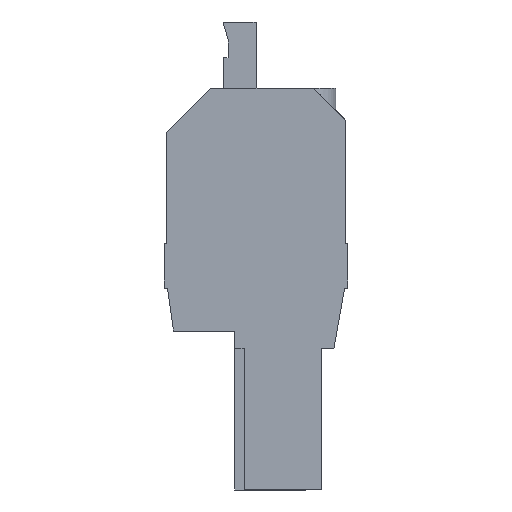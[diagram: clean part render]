
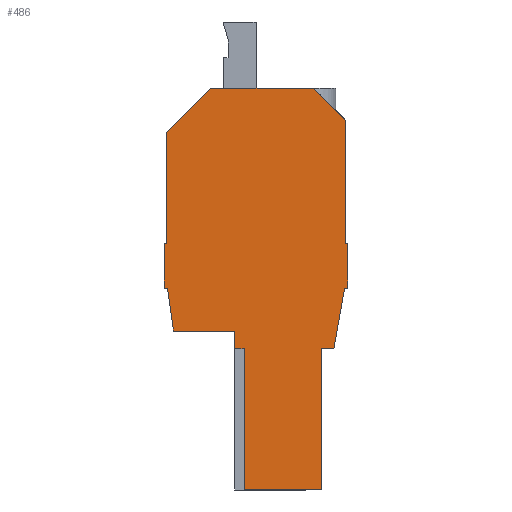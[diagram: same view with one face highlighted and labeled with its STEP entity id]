
A CAD part, left-side view. The second image highlights one B-rep face of the part: STEP entity #486.
In plain terms, the highlighted planar face has unit normal (-1, 0, 0).
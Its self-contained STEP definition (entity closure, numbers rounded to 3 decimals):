
#331=AXIS2_PLACEMENT_3D('Plane Axis2P3D',#328,#329,#330) ;
#184=CARTESIAN_POINT('Line Origine',(0.,0.,25.107)) ;
#188=CARTESIAN_POINT('Vertex',(0.,0.,22.607)) ;
#190=CARTESIAN_POINT('Vertex',(0.,0.,27.607)) ;
#328=CARTESIAN_POINT('Axis2P3D Location',(0.,0.,0.)) ;
#333=CARTESIAN_POINT('Line Origine',(0.,7.314,0.)) ;
#337=CARTESIAN_POINT('Vertex',(0.,11.628,0.)) ;
#339=CARTESIAN_POINT('Vertex',(0.,3.,0.)) ;
#342=CARTESIAN_POINT('Line Origine',(0.,3.,7.9)) ;
#346=CARTESIAN_POINT('Vertex',(0.,3.,15.8)) ;
#349=CARTESIAN_POINT('Line Origine',(0.,2.29,15.8)) ;
#353=CARTESIAN_POINT('Vertex',(0.,1.58,15.8)) ;
#356=CARTESIAN_POINT('Line Origine',(0.,0.98,19.203)) ;
#360=CARTESIAN_POINT('Vertex',(0.,0.38,22.607)) ;
#363=CARTESIAN_POINT('Line Origine',(0.,0.19,22.607)) ;
#368=CARTESIAN_POINT('Line Origine',(0.,0.15,27.607)) ;
#372=CARTESIAN_POINT('Vertex',(0.,0.3,27.607)) ;
#375=CARTESIAN_POINT('Line Origine',(0.,0.3,34.514)) ;
#379=CARTESIAN_POINT('Vertex',(0.,0.3,41.421)) ;
#382=CARTESIAN_POINT('Line Origine',(0.,2.093,43.214)) ;
#386=CARTESIAN_POINT('Vertex',(0.,3.886,45.007)) ;
#389=CARTESIAN_POINT('Line Origine',(0.,9.625,45.007)) ;
#393=CARTESIAN_POINT('Vertex',(0.,15.364,45.007)) ;
#396=CARTESIAN_POINT('Line Origine',(0.,17.832,42.539)) ;
#400=CARTESIAN_POINT('Vertex',(0.,20.3,40.071)) ;
#403=CARTESIAN_POINT('Line Origine',(0.,20.3,33.839)) ;
#407=CARTESIAN_POINT('Vertex',(0.,20.3,27.607)) ;
#410=CARTESIAN_POINT('Line Origine',(0.,20.45,27.607)) ;
#414=CARTESIAN_POINT('Vertex',(0.,20.6,27.607)) ;
#417=CARTESIAN_POINT('Line Origine',(0.,20.6,25.107)) ;
#421=CARTESIAN_POINT('Vertex',(0.,20.6,22.607)) ;
#424=CARTESIAN_POINT('Line Origine',(0.,20.405,22.607)) ;
#428=CARTESIAN_POINT('Vertex',(0.,20.21,22.607)) ;
#431=CARTESIAN_POINT('Line Origine',(0.,19.872,20.203)) ;
#435=CARTESIAN_POINT('Vertex',(0.,19.535,17.8)) ;
#438=CARTESIAN_POINT('Line Origine',(0.,16.117,17.8)) ;
#442=CARTESIAN_POINT('Vertex',(0.,12.7,17.8)) ;
#445=CARTESIAN_POINT('Line Origine',(0.,12.7,16.8)) ;
#449=CARTESIAN_POINT('Vertex',(0.,12.7,15.8)) ;
#452=CARTESIAN_POINT('Line Origine',(0.,12.164,15.8)) ;
#456=CARTESIAN_POINT('Vertex',(0.,11.628,15.8)) ;
#459=CARTESIAN_POINT('Line Origine',(0.,11.628,7.9)) ;
#185=DIRECTION('Vector Direction',(0.,0.,1.)) ;
#329=DIRECTION('Axis2P3D Direction',(-1.,0.,0.)) ;
#330=DIRECTION('Axis2P3D XDirection',(0.,0.,1.)) ;
#334=DIRECTION('Vector Direction',(0.,-1.,0.)) ;
#343=DIRECTION('Vector Direction',(0.,0.,-1.)) ;
#350=DIRECTION('Vector Direction',(0.,1.,0.)) ;
#357=DIRECTION('Vector Direction',(0.,-0.174,0.985)) ;
#364=DIRECTION('Vector Direction',(0.,-1.,0.)) ;
#369=DIRECTION('Vector Direction',(0.,1.,0.)) ;
#376=DIRECTION('Vector Direction',(0.,0.,1.)) ;
#383=DIRECTION('Vector Direction',(0.,0.707,0.707)) ;
#390=DIRECTION('Vector Direction',(0.,1.,0.)) ;
#397=DIRECTION('Vector Direction',(0.,0.707,-0.707)) ;
#404=DIRECTION('Vector Direction',(0.,0.,1.)) ;
#411=DIRECTION('Vector Direction',(0.,1.,0.)) ;
#418=DIRECTION('Vector Direction',(0.,0.,-1.)) ;
#425=DIRECTION('Vector Direction',(0.,-1.,0.)) ;
#432=DIRECTION('Vector Direction',(0.,-0.139,-0.99)) ;
#439=DIRECTION('Vector Direction',(0.,-1.,0.)) ;
#446=DIRECTION('Vector Direction',(0.,0.,1.)) ;
#453=DIRECTION('Vector Direction',(0.,-1.,0.)) ;
#460=DIRECTION('Vector Direction',(0.,0.,1.)) ;
#186=VECTOR('Line Direction',#185,1.) ;
#335=VECTOR('Line Direction',#334,1.) ;
#344=VECTOR('Line Direction',#343,1.) ;
#351=VECTOR('Line Direction',#350,1.) ;
#358=VECTOR('Line Direction',#357,1.) ;
#365=VECTOR('Line Direction',#364,1.) ;
#370=VECTOR('Line Direction',#369,1.) ;
#377=VECTOR('Line Direction',#376,1.) ;
#384=VECTOR('Line Direction',#383,1.) ;
#391=VECTOR('Line Direction',#390,1.) ;
#398=VECTOR('Line Direction',#397,1.) ;
#405=VECTOR('Line Direction',#404,1.) ;
#412=VECTOR('Line Direction',#411,1.) ;
#419=VECTOR('Line Direction',#418,1.) ;
#426=VECTOR('Line Direction',#425,1.) ;
#433=VECTOR('Line Direction',#432,1.) ;
#440=VECTOR('Line Direction',#439,1.) ;
#447=VECTOR('Line Direction',#446,1.) ;
#454=VECTOR('Line Direction',#453,1.) ;
#461=VECTOR('Line Direction',#460,1.) ;
#465=ORIENTED_EDGE('',*,*,#341,.T.) ;
#466=ORIENTED_EDGE('',*,*,#348,.T.) ;
#467=ORIENTED_EDGE('',*,*,#355,.T.) ;
#468=ORIENTED_EDGE('',*,*,#362,.T.) ;
#469=ORIENTED_EDGE('',*,*,#367,.T.) ;
#470=ORIENTED_EDGE('',*,*,#192,.T.) ;
#471=ORIENTED_EDGE('',*,*,#374,.T.) ;
#472=ORIENTED_EDGE('',*,*,#381,.T.) ;
#473=ORIENTED_EDGE('',*,*,#388,.T.) ;
#474=ORIENTED_EDGE('',*,*,#395,.T.) ;
#475=ORIENTED_EDGE('',*,*,#402,.T.) ;
#476=ORIENTED_EDGE('',*,*,#409,.T.) ;
#477=ORIENTED_EDGE('',*,*,#416,.T.) ;
#478=ORIENTED_EDGE('',*,*,#423,.T.) ;
#479=ORIENTED_EDGE('',*,*,#430,.T.) ;
#480=ORIENTED_EDGE('',*,*,#437,.T.) ;
#481=ORIENTED_EDGE('',*,*,#444,.T.) ;
#482=ORIENTED_EDGE('',*,*,#451,.T.) ;
#483=ORIENTED_EDGE('',*,*,#458,.F.) ;
#484=ORIENTED_EDGE('',*,*,#463,.F.) ;
#486=ADVANCED_FACE('HOUSING',(#485),#332,.T.) ;
#192=EDGE_CURVE('',#189,#191,#187,.T.) ;
#341=EDGE_CURVE('',#338,#340,#336,.T.) ;
#348=EDGE_CURVE('',#340,#347,#345,.F.) ;
#355=EDGE_CURVE('',#347,#354,#352,.F.) ;
#362=EDGE_CURVE('',#354,#361,#359,.T.) ;
#367=EDGE_CURVE('',#361,#189,#366,.T.) ;
#374=EDGE_CURVE('',#191,#373,#371,.T.) ;
#381=EDGE_CURVE('',#373,#380,#378,.T.) ;
#388=EDGE_CURVE('',#380,#387,#385,.T.) ;
#395=EDGE_CURVE('',#387,#394,#392,.T.) ;
#402=EDGE_CURVE('',#394,#401,#399,.T.) ;
#409=EDGE_CURVE('',#401,#408,#406,.F.) ;
#416=EDGE_CURVE('',#408,#415,#413,.T.) ;
#423=EDGE_CURVE('',#415,#422,#420,.T.) ;
#430=EDGE_CURVE('',#422,#429,#427,.T.) ;
#437=EDGE_CURVE('',#429,#436,#434,.T.) ;
#444=EDGE_CURVE('',#436,#443,#441,.T.) ;
#451=EDGE_CURVE('',#443,#450,#448,.F.) ;
#458=EDGE_CURVE('',#457,#450,#455,.F.) ;
#463=EDGE_CURVE('',#338,#457,#462,.T.) ;
#464=EDGE_LOOP('',(#465,#466,#467,#468,#469,#470,#471,#472,#473,#474,#475,#476,#477,#478,#479,#480,#481,#482,#483,#484)) ;
#485=FACE_OUTER_BOUND('',#464,.T.) ;
#187=LINE('Line',#184,#186) ;
#336=LINE('Line',#333,#335) ;
#345=LINE('Line',#342,#344) ;
#352=LINE('Line',#349,#351) ;
#359=LINE('Line',#356,#358) ;
#366=LINE('Line',#363,#365) ;
#371=LINE('Line',#368,#370) ;
#378=LINE('Line',#375,#377) ;
#385=LINE('Line',#382,#384) ;
#392=LINE('Line',#389,#391) ;
#399=LINE('Line',#396,#398) ;
#406=LINE('Line',#403,#405) ;
#413=LINE('Line',#410,#412) ;
#420=LINE('Line',#417,#419) ;
#427=LINE('Line',#424,#426) ;
#434=LINE('Line',#431,#433) ;
#441=LINE('Line',#438,#440) ;
#448=LINE('Line',#445,#447) ;
#455=LINE('Line',#452,#454) ;
#462=LINE('Line',#459,#461) ;
#332=PLANE('',#331) ;
#189=VERTEX_POINT('',#188) ;
#191=VERTEX_POINT('',#190) ;
#338=VERTEX_POINT('',#337) ;
#340=VERTEX_POINT('',#339) ;
#347=VERTEX_POINT('',#346) ;
#354=VERTEX_POINT('',#353) ;
#361=VERTEX_POINT('',#360) ;
#373=VERTEX_POINT('',#372) ;
#380=VERTEX_POINT('',#379) ;
#387=VERTEX_POINT('',#386) ;
#394=VERTEX_POINT('',#393) ;
#401=VERTEX_POINT('',#400) ;
#408=VERTEX_POINT('',#407) ;
#415=VERTEX_POINT('',#414) ;
#422=VERTEX_POINT('',#421) ;
#429=VERTEX_POINT('',#428) ;
#436=VERTEX_POINT('',#435) ;
#443=VERTEX_POINT('',#442) ;
#450=VERTEX_POINT('',#449) ;
#457=VERTEX_POINT('',#456) ;
